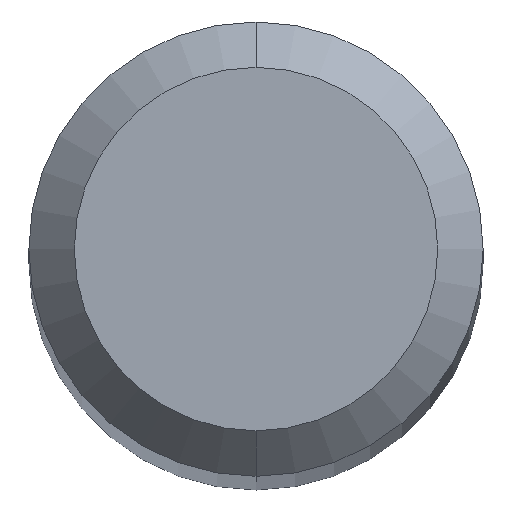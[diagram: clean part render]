
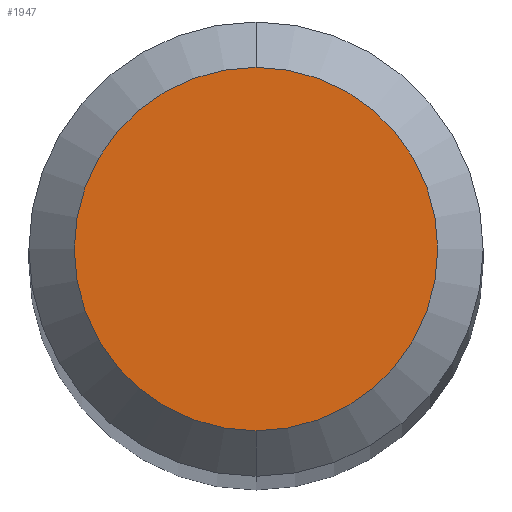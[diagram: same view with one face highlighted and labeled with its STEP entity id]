
A CAD part, top view. The second image highlights one B-rep face of the part: STEP entity #1947.
In plain terms, the highlighted planar face has unit normal (0, 0, 1).
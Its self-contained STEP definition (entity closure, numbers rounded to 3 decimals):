
#935=EDGE_CURVE('',#997,#1859,#2413,.T.);
#997=VERTEX_POINT('',#2479);
#1245=EDGE_CURVE('',#1859,#997,#2747,.T.);
#1859=VERTEX_POINT('',#3418);
#1947=ADVANCED_FACE('',(#3513),#3514,.T.);
#2413=CIRCLE('',#4491,1.2);
#2479=CARTESIAN_POINT('',(0.0,1.2,0.0));
#2747=CIRCLE('',#5856,1.2);
#3418=CARTESIAN_POINT('',(0.,-1.2,0.0));
#3513=FACE_OUTER_BOUND('',#9329,.T.);
#3514=PLANE('',#9330);
#4491=AXIS2_PLACEMENT_3D('',#10732,#10733,#10734);
#5856=AXIS2_PLACEMENT_3D('',#11071,#11072,#11073);
#9329=EDGE_LOOP('',(#11843,#11844));
#9330=AXIS2_PLACEMENT_3D('',#11845,#11846,#11847);
#10732=CARTESIAN_POINT('',(0.0,0.0,0.0));
#10733=DIRECTION('',(0.0,0.0,-1.0));
#10734=DIRECTION('',(0.0,1.0,0.0));
#11071=CARTESIAN_POINT('',(0.0,0.0,0.0));
#11072=DIRECTION('',(0.0,0.0,-1.0));
#11073=DIRECTION('',(0.0,1.0,0.0));
#11843=ORIENTED_EDGE('',*,*,#935,.F.);
#11844=ORIENTED_EDGE('',*,*,#1245,.F.);
#11845=CARTESIAN_POINT('',(0.0,0.6,0.0));
#11846=DIRECTION('',(-0.0,0.0,1.0));
#11847=DIRECTION('',(0.0,-1.0,0.0));
